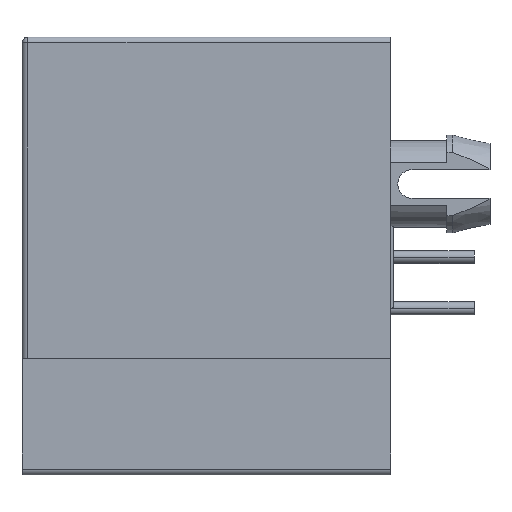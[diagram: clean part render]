
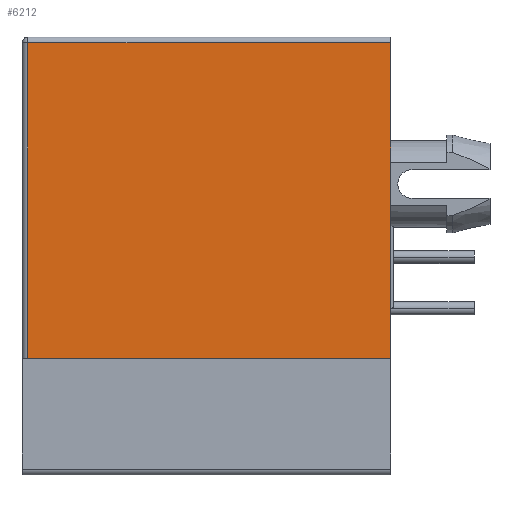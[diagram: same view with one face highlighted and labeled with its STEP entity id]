
A CAD part, left-side view. The second image highlights one B-rep face of the part: STEP entity #6212.
In plain terms, the highlighted planar face has unit normal (-1, 0, 0).
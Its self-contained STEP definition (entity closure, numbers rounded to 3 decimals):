
#478=DIRECTION('',(0.,0.,1.));
#479=VECTOR('',#478,10.95);
#480=CARTESIAN_POINT('',(-8.,-6.4,-3.55));
#481=LINE('',#480,#479);
#542=DIRECTION('',(0.,1.,0.));
#543=VECTOR('',#542,12.6);
#544=CARTESIAN_POINT('',(-8.,-6.4,7.4));
#545=LINE('',#544,#543);
#555=DIRECTION('',(0.,-1.,0.));
#556=VECTOR('',#555,12.6);
#557=CARTESIAN_POINT('',(-8.,6.2,-3.55));
#558=LINE('',#557,#556);
#571=DIRECTION('',(0.,0.,-1.));
#572=VECTOR('',#571,10.95);
#573=CARTESIAN_POINT('',(-8.,6.2,7.4));
#574=LINE('',#573,#572);
#4486=CARTESIAN_POINT('',(-8.,-6.4,7.4));
#4488=VERTEX_POINT('',#4486);
#4654=CARTESIAN_POINT('',(-8.,-6.4,-3.55));
#4655=VERTEX_POINT('',#4654);
#4692=CARTESIAN_POINT('',(-8.,6.2,7.4));
#4693=VERTEX_POINT('',#4692);
#4696=CARTESIAN_POINT('',(-8.,6.2,-3.55));
#4697=VERTEX_POINT('',#4696);
#6199=CARTESIAN_POINT('',(-8.,6.4,-7.6));
#6200=DIRECTION('',(-1.,0.,0.));
#6201=DIRECTION('',(0.,-1.,0.));
#6202=AXIS2_PLACEMENT_3D('',#6199,#6200,#6201);
#6203=PLANE('',#6202);
#6204=ORIENTED_EDGE('',*,*,#6190,.F.);
#6205=ORIENTED_EDGE('',*,*,#6139,.F.);
#6207=ORIENTED_EDGE('',*,*,#6206,.F.);
#6209=ORIENTED_EDGE('',*,*,#6208,.F.);
#6210=EDGE_LOOP('',(#6204,#6205,#6207,#6209));
#6211=FACE_OUTER_BOUND('',#6210,.F.);
#6212=ADVANCED_FACE('',(#6211),#6203,.T.);
#6139=EDGE_CURVE('',#4655,#4488,#481,.T.);
#6190=EDGE_CURVE('',#4488,#4693,#545,.T.);
#6206=EDGE_CURVE('',#4697,#4655,#558,.T.);
#6208=EDGE_CURVE('',#4693,#4697,#574,.T.);
